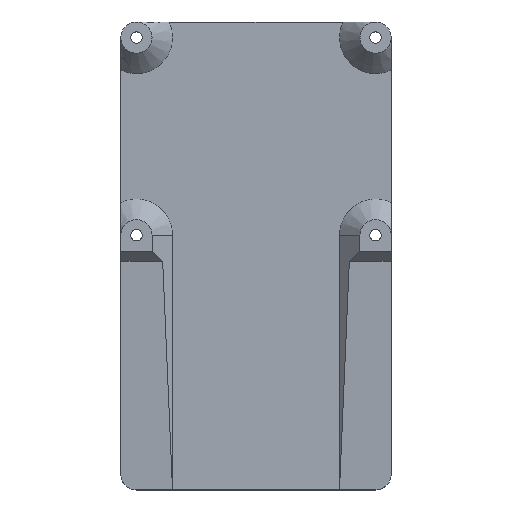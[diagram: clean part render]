
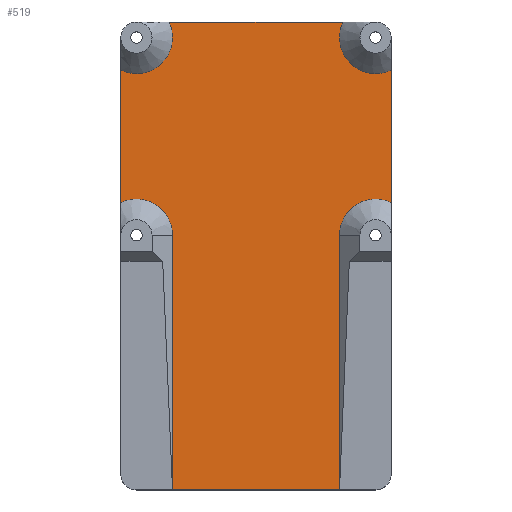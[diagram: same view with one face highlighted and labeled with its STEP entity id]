
A CAD part, top view. The second image highlights one B-rep face of the part: STEP entity #519.
In plain terms, the highlighted planar face has unit normal (0, 0, 1).
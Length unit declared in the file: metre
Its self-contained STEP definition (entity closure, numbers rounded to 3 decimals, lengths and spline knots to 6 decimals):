
#30=CIRCLE('',#567,0.00881);
#31=CIRCLE('',#568,0.00881);
#32=CIRCLE('',#569,0.00881);
#33=CIRCLE('',#570,0.00881);
#74=ORIENTED_EDGE('',*,*,#207,.F.);
#75=ORIENTED_EDGE('',*,*,#221,.T.);
#76=ORIENTED_EDGE('',*,*,#222,.F.);
#77=ORIENTED_EDGE('',*,*,#223,.T.);
#78=ORIENTED_EDGE('',*,*,#224,.T.);
#79=ORIENTED_EDGE('',*,*,#225,.T.);
#80=ORIENTED_EDGE('',*,*,#226,.T.);
#81=ORIENTED_EDGE('',*,*,#227,.T.);
#82=ORIENTED_EDGE('',*,*,#228,.T.);
#83=ORIENTED_EDGE('',*,*,#229,.T.);
#207=EDGE_CURVE('',#281,#282,#330,.T.);
#221=EDGE_CURVE('',#281,#294,#30,.F.);
#222=EDGE_CURVE('',#295,#294,#339,.T.);
#223=EDGE_CURVE('',#295,#296,#31,.F.);
#224=EDGE_CURVE('',#296,#297,#340,.T.);
#225=EDGE_CURVE('',#297,#298,#32,.F.);
#226=EDGE_CURVE('',#298,#299,#341,.T.);
#227=EDGE_CURVE('',#299,#300,#342,.T.);
#228=EDGE_CURVE('',#300,#301,#343,.T.);
#229=EDGE_CURVE('',#301,#282,#33,.F.);
#281=VERTEX_POINT('',#785);
#282=VERTEX_POINT('',#787);
#294=VERTEX_POINT('',#822);
#295=VERTEX_POINT('',#824);
#296=VERTEX_POINT('',#826);
#297=VERTEX_POINT('',#828);
#298=VERTEX_POINT('',#830);
#299=VERTEX_POINT('',#832);
#300=VERTEX_POINT('',#834);
#301=VERTEX_POINT('',#836);
#330=LINE('',#786,#374);
#339=LINE('',#823,#383);
#340=LINE('',#827,#384);
#341=LINE('',#831,#385);
#342=LINE('',#833,#386);
#343=LINE('',#835,#387);
#374=VECTOR('',#621,1.);
#383=VECTOR('',#646,1.);
#384=VECTOR('',#649,1.);
#385=VECTOR('',#652,1.);
#386=VECTOR('',#653,1.);
#387=VECTOR('',#654,1.);
#419=EDGE_LOOP('',(#74,#75,#76,#77,#78,#79,#80,#81,#82,#83));
#461=FACE_BOUND('',#419,.T.);
#501=PLANE('',#566);
#519=ADVANCED_FACE('',(#461),#501,.T.);
#566=AXIS2_PLACEMENT_3D('',#820,#642,#643);
#567=AXIS2_PLACEMENT_3D('',#821,#644,#645);
#568=AXIS2_PLACEMENT_3D('',#825,#647,#648);
#569=AXIS2_PLACEMENT_3D('',#829,#650,#651);
#570=AXIS2_PLACEMENT_3D('',#837,#655,#656);
#621=DIRECTION('',(0.,-1.,0.));
#642=DIRECTION('',(0.,0.,1.));
#643=DIRECTION('',(1.,0.,0.));
#644=DIRECTION('',(0.,0.,1.));
#645=DIRECTION('',(1.,0.,0.));
#646=DIRECTION('',(1.,0.,0.));
#647=DIRECTION('',(0.,0.,1.));
#648=DIRECTION('',(1.,0.,0.));
#649=DIRECTION('',(0.,-1.,0.));
#650=DIRECTION('',(0.,0.,1.));
#651=DIRECTION('',(1.,0.,0.));
#652=DIRECTION('',(0.,-1.,0.));
#653=DIRECTION('',(1.,0.,0.));
#654=DIRECTION('',(0.,1.,0.));
#655=DIRECTION('',(0.,0.,1.));
#656=DIRECTION('',(1.,0.,0.));
#785=CARTESIAN_POINT('',(0.03302,0.016186,0.));
#786=CARTESIAN_POINT('',(0.03302,0.,0.));
#787=CARTESIAN_POINT('',(0.03302,-0.016186,0.));
#820=CARTESIAN_POINT('',(0.,-0.02921,0.));
#821=CARTESIAN_POINT('',(0.02921,0.02413,0.));
#822=CARTESIAN_POINT('',(0.021266,0.02794,0.));
#823=CARTESIAN_POINT('',(0.,0.02794,0.));
#824=CARTESIAN_POINT('',(-0.021266,0.02794,0.));
#825=CARTESIAN_POINT('',(-0.02921,0.02413,0.));
#826=CARTESIAN_POINT('',(-0.03302,0.016186,0.));
#827=CARTESIAN_POINT('',(-0.03302,0.,0.));
#828=CARTESIAN_POINT('',(-0.03302,-0.016186,0.));
#829=CARTESIAN_POINT('',(-0.02921,-0.02413,0.));
#830=CARTESIAN_POINT('',(-0.0204,-0.02413,0.));
#831=CARTESIAN_POINT('',(-0.0204,-0.08636,0.));
#832=CARTESIAN_POINT('',(-0.0204,-0.08636,0.));
#833=CARTESIAN_POINT('',(-0.027305,-0.08636,0.));
#834=CARTESIAN_POINT('',(0.0204,-0.08636,0.));
#835=CARTESIAN_POINT('',(0.0204,-0.02921,0.));
#836=CARTESIAN_POINT('',(0.0204,-0.02413,0.));
#837=CARTESIAN_POINT('',(0.02921,-0.02413,0.));
